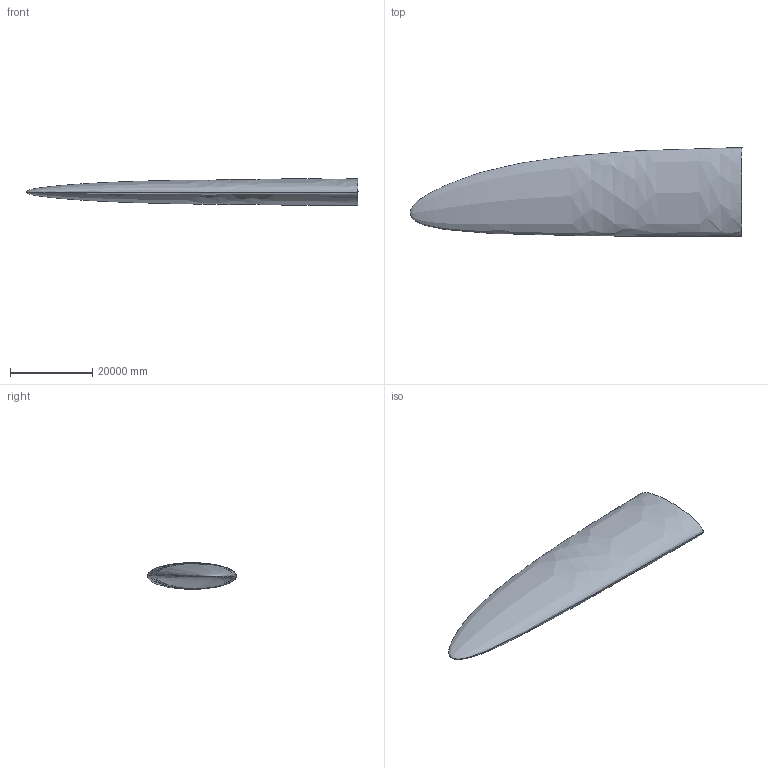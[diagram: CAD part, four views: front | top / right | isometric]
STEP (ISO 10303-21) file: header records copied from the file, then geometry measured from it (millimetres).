
FILE_DESCRIPTION(/* description */ (''),/* implementation_level */ '2;1');
FILE_NAME(/* name */ 'wing3',/* time_stamp */ '2014-11-12T23:26:16+01:00',/* author */ (''),/* organization */ (''),/* preprocessor_version */ 'ST-DEVELOPER v15',/* originating_system */ '',/* authorisation */ '');
FILE_SCHEMA (('AUTOMOTIVE_DESIGN'));
Length unit declared in the file: metre
Products named in the file (1): Document
Bounding box: 80751.8 x 21641.75 x 6420.76 mm (x, y, z)
Volume: 6290312588687 mm3; surface area: 3237640350.1 mm2
Topology: 1 solids, 1 shells, 3 faces, 6 edges, 3 vertices
Faces by surface type: bspline 3
Entity records: 333 total; most frequent: CARTESIAN_POINT 283, ORIENTED_EDGE 8, EDGE_CURVE 4, DIRECTION 4, ADVANCED_FACE 3, FACE_OUTER_BOUND 3, EDGE_LOOP 3, VERTEX_POINT 3
